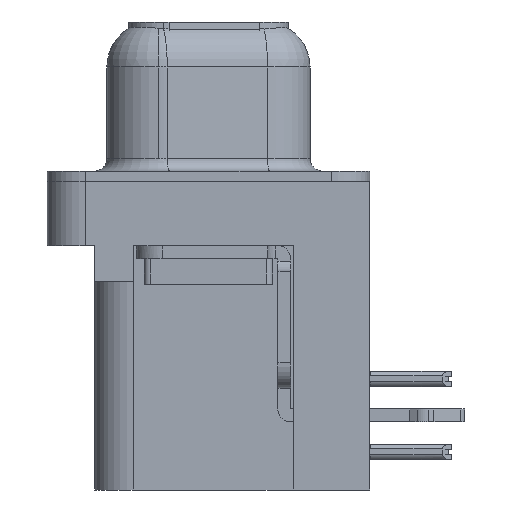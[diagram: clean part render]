
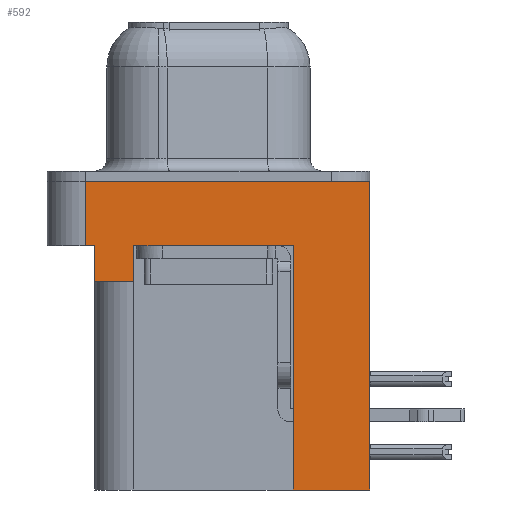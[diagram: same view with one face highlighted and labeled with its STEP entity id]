
A CAD part, left-side view. The second image highlights one B-rep face of the part: STEP entity #592.
In plain terms, the highlighted planar face has unit normal (-1, 0, 0).
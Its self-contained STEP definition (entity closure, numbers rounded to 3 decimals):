
#124 = DIRECTION ( 'NONE',  ( 0., 0., 1. ) ) ;
#129 = CARTESIAN_POINT ( 'NONE',  ( -2.91, -6.275, 0. ) ) ;
#216 = EDGE_CURVE ( 'NONE', #20888, #21322, #22814, .T. ) ;
#374 = CARTESIAN_POINT ( 'NONE',  ( -2.91, 4.425, -2.5 ) ) ;
#545 = VECTOR ( 'NONE', #5507, 1000. ) ;
#592 = ADVANCED_FACE ( 'NONE', ( #11832 ), #22901, .T. ) ;
#1628 = EDGE_CURVE ( 'NONE', #16879, #21322, #23052, .T. ) ;
#1661 = LINE ( 'NONE', #5699, #20368 ) ;
#1673 = DIRECTION ( 'NONE',  ( 0., 0., 1. ) ) ;
#1796 = EDGE_CURVE ( 'NONE', #7182, #6553, #9994, .T. ) ;
#1909 = DIRECTION ( 'NONE',  ( 0., 1., 0. ) ) ;
#2088 = VECTOR ( 'NONE', #23375, 1000. ) ;
#2144 = ORIENTED_EDGE ( 'NONE', *, *, #21844, .F. ) ;
#2694 = LINE ( 'NONE', #18338, #24306 ) ;
#2776 = CARTESIAN_POINT ( 'NONE',  ( -2.91, -6.275, -2.5 ) ) ;
#2796 = ORIENTED_EDGE ( 'NONE', *, *, #22791, .T. ) ;
#2866 = VERTEX_POINT ( 'NONE', #23452 ) ;
#2942 = CARTESIAN_POINT ( 'NONE',  ( -2.91, 4.425, -3.9 ) ) ;
#3272 = ORIENTED_EDGE ( 'NONE', *, *, #11102, .F. ) ;
#3709 = LINE ( 'NONE', #18839, #24161 ) ;
#3971 = CARTESIAN_POINT ( 'NONE',  ( -2.91, 4.775, -2.5 ) ) ;
#4182 = EDGE_CURVE ( 'NONE', #11466, #20888, #23129, .T. ) ;
#4569 = CARTESIAN_POINT ( 'NONE',  ( -2.91, -3.295, -2.5 ) ) ;
#5507 = DIRECTION ( 'NONE',  ( 0., -1., 0. ) ) ;
#5512 = VECTOR ( 'NONE', #22338, 1000. ) ;
#5570 = VECTOR ( 'NONE', #124, 1000. ) ;
#5699 = CARTESIAN_POINT ( 'NONE',  ( -2.91, 4.425, -3.9 ) ) ;
#5959 = EDGE_CURVE ( 'NONE', #2866, #6553, #21612, .T. ) ;
#6553 = VERTEX_POINT ( 'NONE', #4569 ) ;
#6945 = DIRECTION ( 'NONE',  ( 0., 0., 1. ) ) ;
#7182 = VERTEX_POINT ( 'NONE', #9672 ) ;
#7409 = VERTEX_POINT ( 'NONE', #2942 ) ;
#7540 = DIRECTION ( 'NONE',  ( 0., 1., 0. ) ) ;
#8247 = VECTOR ( 'NONE', #14988, 1000. ) ;
#8663 = EDGE_LOOP ( 'NONE', ( #16812, #9536, #24603, #17678, #2144, #2796, #21553, #22406, #3272, #13540 ) ) ;
#9351 = VERTEX_POINT ( 'NONE', #20779 ) ;
#9536 = ORIENTED_EDGE ( 'NONE', *, *, #4182, .F. ) ;
#9672 = CARTESIAN_POINT ( 'NONE',  ( -2.91, 2.895, -2.5 ) ) ;
#9994 = LINE ( 'NONE', #16538, #5512 ) ;
#11078 = CARTESIAN_POINT ( 'NONE',  ( -2.91, -6.275, -2.5 ) ) ;
#11102 = EDGE_CURVE ( 'NONE', #16879, #2866, #23639, .T. ) ;
#11466 = VERTEX_POINT ( 'NONE', #3971 ) ;
#11832 = FACE_OUTER_BOUND ( 'NONE', #8663, .T. ) ;
#12927 = AXIS2_PLACEMENT_3D ( 'NONE', #15218, #22567, #15049 ) ;
#13300 = CARTESIAN_POINT ( 'NONE',  ( -2.91, -3.295, -12. ) ) ;
#13540 = ORIENTED_EDGE ( 'NONE', *, *, #1628, .T. ) ;
#14988 = DIRECTION ( 'NONE',  ( 0., 0., 1. ) ) ;
#15049 = DIRECTION ( 'NONE',  ( 0., 0., 1. ) ) ;
#15218 = CARTESIAN_POINT ( 'NONE',  ( -2.91, -6.275, -2.5 ) ) ;
#16538 = CARTESIAN_POINT ( 'NONE',  ( -2.91, -6.275, -2.5 ) ) ;
#16812 = ORIENTED_EDGE ( 'NONE', *, *, #216, .F. ) ;
#16879 = VERTEX_POINT ( 'NONE', #22158 ) ;
#16916 = CARTESIAN_POINT ( 'NONE',  ( -2.91, 4.775, -2.5 ) ) ;
#17146 = CARTESIAN_POINT ( 'NONE',  ( -2.91, -3.295, -12. ) ) ;
#17678 = ORIENTED_EDGE ( 'NONE', *, *, #19055, .F. ) ;
#17941 = DIRECTION ( 'NONE',  ( 0., -1., 0. ) ) ;
#18338 = CARTESIAN_POINT ( 'NONE',  ( -2.91, 4.425, -3.9 ) ) ;
#18839 = CARTESIAN_POINT ( 'NONE',  ( -2.91, 2.895, -3.9 ) ) ;
#19055 = EDGE_CURVE ( 'NONE', #7409, #23913, #2694, .T. ) ;
#19192 = LINE ( 'NONE', #2776, #23640 ) ;
#20368 = VECTOR ( 'NONE', #1909, 1000. ) ;
#20779 = CARTESIAN_POINT ( 'NONE',  ( -2.91, 2.895, -3.9 ) ) ;
#20888 = VERTEX_POINT ( 'NONE', #22248 ) ;
#21322 = VERTEX_POINT ( 'NONE', #129 ) ;
#21553 = ORIENTED_EDGE ( 'NONE', *, *, #1796, .T. ) ;
#21602 = EDGE_CURVE ( 'NONE', #11466, #23913, #19192, .T. ) ;
#21612 = LINE ( 'NONE', #17146, #5570 ) ;
#21844 = EDGE_CURVE ( 'NONE', #9351, #7409, #1661, .T. ) ;
#22158 = CARTESIAN_POINT ( 'NONE',  ( -2.91, -6.275, -12. ) ) ;
#22248 = CARTESIAN_POINT ( 'NONE',  ( -2.91, 4.775, 0. ) ) ;
#22338 = DIRECTION ( 'NONE',  ( 0., -1., 0. ) ) ;
#22406 = ORIENTED_EDGE ( 'NONE', *, *, #5959, .F. ) ;
#22567 = DIRECTION ( 'NONE',  ( -1., 0., 0. ) ) ;
#22775 = CARTESIAN_POINT ( 'NONE',  ( -2.91, -6.275, 0. ) ) ;
#22791 = EDGE_CURVE ( 'NONE', #9351, #7182, #3709, .T. ) ;
#22814 = LINE ( 'NONE', #22775, #545 ) ;
#22901 = PLANE ( 'NONE',  #12927 ) ;
#23052 = LINE ( 'NONE', #11078, #8247 ) ;
#23129 = LINE ( 'NONE', #16916, #2088 ) ;
#23375 = DIRECTION ( 'NONE',  ( 0., 0., 1. ) ) ;
#23452 = CARTESIAN_POINT ( 'NONE',  ( -2.91, -3.295, -12. ) ) ;
#23639 = LINE ( 'NONE', #13300, #23926 ) ;
#23640 = VECTOR ( 'NONE', #17941, 1000. ) ;
#23913 = VERTEX_POINT ( 'NONE', #374 ) ;
#23926 = VECTOR ( 'NONE', #7540, 1000. ) ;
#24161 = VECTOR ( 'NONE', #1673, 1000. ) ;
#24306 = VECTOR ( 'NONE', #6945, 1000. ) ;
#24603 = ORIENTED_EDGE ( 'NONE', *, *, #21602, .T. ) ;
